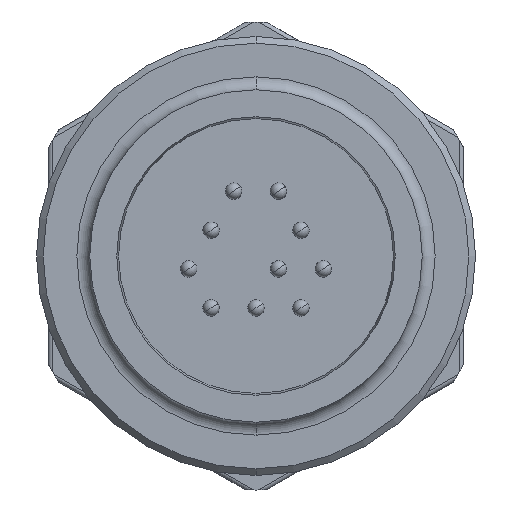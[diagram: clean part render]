
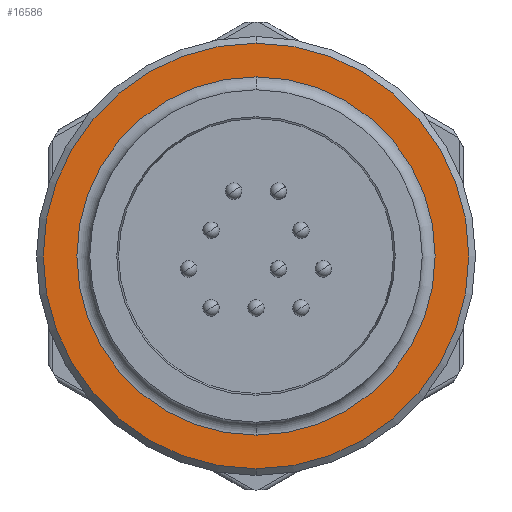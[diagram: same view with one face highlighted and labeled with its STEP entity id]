
A CAD part, front view. The second image highlights one B-rep face of the part: STEP entity #16586.
In plain terms, the highlighted planar face has unit normal (0, -1, 0).
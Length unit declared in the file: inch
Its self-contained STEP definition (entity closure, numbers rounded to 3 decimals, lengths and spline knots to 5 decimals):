
#55 = CARTESIAN_POINT ( 'NONE',  ( 0.01378, -0.36257, 0.82294 ) ) ;
#633 = ORIENTED_EDGE ( 'NONE', *, *, #14208, .T. ) ;
#895 = CARTESIAN_POINT ( 'NONE',  ( 0.01378, -0.36257, 0.74194 ) ) ;
#1045 = EDGE_LOOP ( 'NONE', ( #15020, #633 ) ) ;
#1193 = DIRECTION ( 'NONE',  ( 0., -1., 0. ) ) ;
#1222 = DIRECTION ( 'NONE',  ( 0., 0., -1. ) ) ;
#2419 = CIRCLE ( 'NONE', #5532, 0.512 ) ;
#3145 = VERTEX_POINT ( 'NONE', #3666 ) ;
#3189 = CARTESIAN_POINT ( 'NONE',  ( 0.01378, -0.36257, 0.31094 ) ) ;
#3666 = CARTESIAN_POINT ( 'NONE',  ( 0.01378, -0.36257, -0.20106 ) ) ;
#4717 = FACE_OUTER_BOUND ( 'NONE', #6218, .T. ) ;
#4773 = PLANE ( 'NONE',  #6409 ) ;
#5034 = DIRECTION ( 'NONE',  ( 0., 1., 0. ) ) ;
#5532 = AXIS2_PLACEMENT_3D ( 'NONE', #10790, #1193, #7254 ) ;
#6218 = EDGE_LOOP ( 'NONE', ( #11867, #6983 ) ) ;
#6409 = AXIS2_PLACEMENT_3D ( 'NONE', #24454, #12591, #1222 ) ;
#6983 = ORIENTED_EDGE ( 'NONE', *, *, #14443, .T. ) ;
#7254 = DIRECTION ( 'NONE',  ( 0., 0., -1. ) ) ;
#9303 = CARTESIAN_POINT ( 'NONE',  ( 0.01378, -0.36257, 0.31094 ) ) ;
#10593 = DIRECTION ( 'NONE',  ( 0., 1., 0. ) ) ;
#10790 = CARTESIAN_POINT ( 'NONE',  ( 0.01378, -0.36257, 0.31094 ) ) ;
#11312 = DIRECTION ( 'NONE',  ( 0., 0., -1. ) ) ;
#11539 = AXIS2_PLACEMENT_3D ( 'NONE', #9303, #23229, #11312 ) ;
#11834 = VERTEX_POINT ( 'NONE', #895 ) ;
#11867 = ORIENTED_EDGE ( 'NONE', *, *, #23360, .T. ) ;
#12107 = AXIS2_PLACEMENT_3D ( 'NONE', #22511, #10593, #24478 ) ;
#12591 = DIRECTION ( 'NONE',  ( 0., -1., 0. ) ) ;
#14208 = EDGE_CURVE ( 'NONE', #11834, #18254, #19627, .T. ) ;
#14443 = EDGE_CURVE ( 'NONE', #3145, #16951, #2419, .T. ) ;
#14559 = CARTESIAN_POINT ( 'NONE',  ( 0.01378, -0.36257, -0.12006 ) ) ;
#15020 = ORIENTED_EDGE ( 'NONE', *, *, #24693, .T. ) ;
#16586 = ADVANCED_FACE ( 'NONE', ( #4717, #20898 ), #4773, .T. ) ;
#16951 = VERTEX_POINT ( 'NONE', #55 ) ;
#18254 = VERTEX_POINT ( 'NONE', #14559 ) ;
#18650 = DIRECTION ( 'NONE',  ( 0., 0., -1. ) ) ;
#19627 = CIRCLE ( 'NONE', #22641, 0.431 ) ;
#20898 = FACE_BOUND ( 'NONE', #1045, .T. ) ;
#21415 = CIRCLE ( 'NONE', #11539, 0.512 ) ;
#22511 = CARTESIAN_POINT ( 'NONE',  ( 0.01378, -0.36257, 0.31094 ) ) ;
#22641 = AXIS2_PLACEMENT_3D ( 'NONE', #3189, #5034, #18650 ) ;
#23229 = DIRECTION ( 'NONE',  ( 0., -1., 0. ) ) ;
#23360 = EDGE_CURVE ( 'NONE', #16951, #3145, #21415, .T. ) ;
#24454 = CARTESIAN_POINT ( 'NONE',  ( 0.01378, -0.36257, 0.31094 ) ) ;
#24478 = DIRECTION ( 'NONE',  ( 0., 0., -1. ) ) ;
#24693 = EDGE_CURVE ( 'NONE', #18254, #11834, #24853, .T. ) ;
#24853 = CIRCLE ( 'NONE', #12107, 0.431 ) ;
